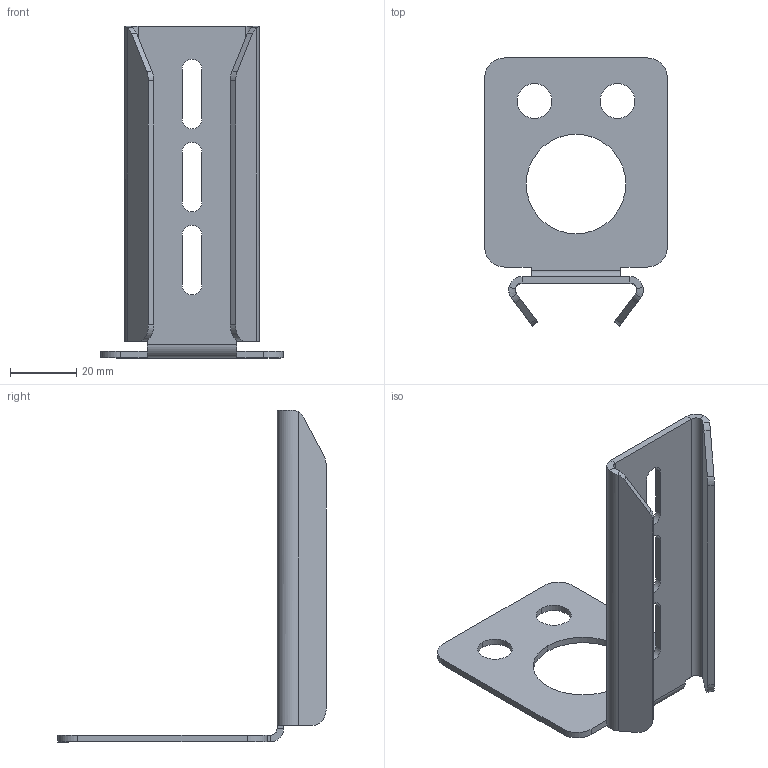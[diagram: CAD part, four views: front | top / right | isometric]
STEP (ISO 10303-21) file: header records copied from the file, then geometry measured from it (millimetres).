
FILE_DESCRIPTION (( 'STEP AP203' ), '1' );
FILE_NAME ('30-02-1641.STEP', '2013-06-05T11:36:33', ( 'asennus' ), ( '' ), 'SwSTEP 2.0', 'SolidWorks 2013', '' );
FILE_SCHEMA (( 'CONFIG_CONTROL_DESIGN' ));
Length unit declared in the file: millimetre
Products named in the file (1): 30-02-1641
Bounding box: 55 x 80.79 x 100 mm (x, y, z)
Volume: 17125.7 mm3; surface area: 18718.1 mm2
Topology: 1 solids, 1 shells, 71 faces, 183 edges, 114 vertices
Faces by surface type: plane 38, cylinder 31, bspline 2
Entity records: 2274 total; most frequent: CARTESIAN_POINT 417, DIRECTION 377, ORIENTED_EDGE 366, EDGE_CURVE 183, AXIS2_PLACEMENT_3D 132, VERTEX_POINT 114, VECTOR 113, LINE 113
